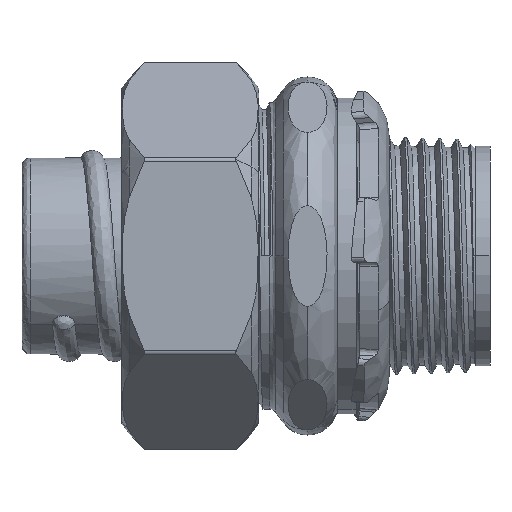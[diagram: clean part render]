
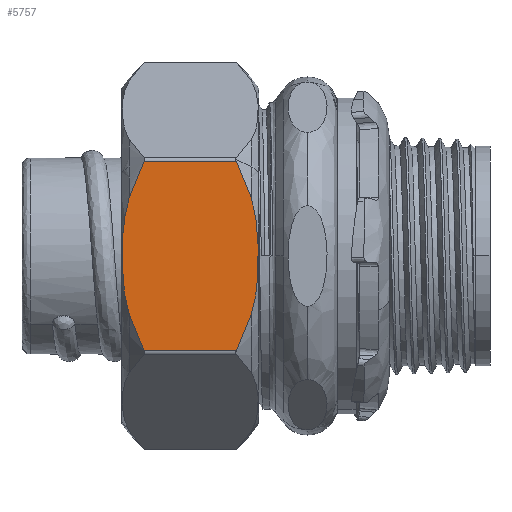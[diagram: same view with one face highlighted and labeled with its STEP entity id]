
A CAD part, front view. The second image highlights one B-rep face of the part: STEP entity #5757.
In plain terms, the highlighted face is planar.
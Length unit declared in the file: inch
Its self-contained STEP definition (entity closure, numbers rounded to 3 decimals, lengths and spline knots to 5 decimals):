
#561 = CARTESIAN_POINT ( 'NONE',  ( 0.64795, -0.27971, 0.00363 ) ) ;
#841 = CARTESIAN_POINT ( 'NONE',  ( 0.50557, -0.52633, 0.5495 ) ) ;
#992 = CARTESIAN_POINT ( 'NONE',  ( 0.72841, -0.14036, 0.53831 ) ) ;
#1856 = CARTESIAN_POINT ( 'NONE',  ( 0.43492, -0.6487, 0.06873 ) ) ;
#1892 = ORIENTED_EDGE ( 'NONE', *, *, #23826, .F. ) ;
#2335 = CARTESIAN_POINT ( 'NONE',  ( 0.80367, -0.01, 0.47638 ) ) ;
#3599 = B_SPLINE_CURVE_WITH_KNOTS ( 'NONE', 3,
 ( #21458, #42398, #841, #25099, #4312, #28566, #7802, #32024, #11230, #35518, #14787, #39010, #18243, #42535, #21758, #992 ),
 .UNSPECIFIED., .F., .F.,
 ( 4, 2, 2, 2, 2, 2, 2, 4 ),
 ( 0., 0.00155, 0.00311, 0.00466, 0.00621, 0.00932, 0.01087, 0.01243 ),
 .UNSPECIFIED. ) ;
#4036 = CARTESIAN_POINT ( 'NONE',  ( 0.61723, -0.33292, 0.00133 ) ) ;
#4312 = CARTESIAN_POINT ( 'NONE',  ( 0.53573, -0.47409, 0.55977 ) ) ;
#4357 = B_SPLINE_CURVE_WITH_KNOTS ( 'NONE', 3,
 ( #14068, #24580, #35136, #14385 ),
 .UNSPECIFIED., .F., .F.,
 ( 4, 4 ),
 ( 0., 0.00413 ),
 .UNSPECIFIED. ) ;
#5199 = VERTEX_POINT ( 'NONE', #20876 ) ;
#5572 = CARTESIAN_POINT ( 'NONE',  ( 0.48576, -0.56064, 0.53831 ) ) ;
#5757 = ADVANCED_FACE ( 'NONE', ( #37333 ), #35961, .F. ) ;
#6712 = ORIENTED_EDGE ( 'NONE', *, *, #29243, .F. ) ;
#7520 = CARTESIAN_POINT ( 'NONE',  ( 0.56615, -0.42139, 0.00297 ) ) ;
#7802 = CARTESIAN_POINT ( 'NONE',  ( 0.56621, -0.42129, 0.56537 ) ) ;
#7837 = B_SPLINE_CURVE_WITH_KNOTS ( 'NONE', 3,
 ( #10234, #13714, #37972, #17219 ),
 .UNSPECIFIED., .F., .F.,
 ( 4, 4 ),
 ( 0., 0.00413 ),
 .UNSPECIFIED. ) ;
#8111 = ORIENTED_EDGE ( 'NONE', *, *, #13063, .F. ) ;
#9635 = CARTESIAN_POINT ( 'NONE',  ( 0.80367, -0.01, 0.569 ) ) ;
#10059 = EDGE_CURVE ( 'NONE', #37305, #19162, #25637, .T. ) ;
#10234 = CARTESIAN_POINT ( 'NONE',  ( 0.80367, -0.01, 0.09262 ) ) ;
#10820 = CARTESIAN_POINT ( 'NONE',  ( 0.71856, -0.15741, 0.02425 ) ) ;
#10954 = CARTESIAN_POINT ( 'NONE',  ( 0.5257, -0.49146, 0.01196 ) ) ;
#11230 = CARTESIAN_POINT ( 'NONE',  ( 0.59694, -0.36808, 0.56767 ) ) ;
#11830 = DIRECTION ( 'NONE',  ( -0.866, 0.5, 0. ) ) ;
#12201 = EDGE_LOOP ( 'NONE', ( #44621, #43816, #8111, #14881, #24819, #30568, #1892, #6712 ) ) ;
#12521 = LINE ( 'NONE', #9635, #39121 ) ;
#13063 = EDGE_CURVE ( 'NONE', #5199, #32921, #43179, .T. ) ;
#13670 = DIRECTION ( 'NONE',  ( 0., 0., 1. ) ) ;
#13714 = CARTESIAN_POINT ( 'NONE',  ( 0.77925, -0.0523, 0.06873 ) ) ;
#14068 = CARTESIAN_POINT ( 'NONE',  ( 0.4105, -0.691, 0.47638 ) ) ;
#14168 = VECTOR ( 'NONE', #13670, 39.37008 ) ;
#14385 = CARTESIAN_POINT ( 'NONE',  ( 0.48576, -0.56064, 0.53831 ) ) ;
#14501 = CARTESIAN_POINT ( 'NONE',  ( 0.49565, -0.54351, 0.02422 ) ) ;
#14597 = AXIS2_PLACEMENT_3D ( 'NONE', #32635, #11830, #36113 ) ;
#14787 = CARTESIAN_POINT ( 'NONE',  ( 0.64801, -0.27961, 0.56603 ) ) ;
#14881 = ORIENTED_EDGE ( 'NONE', *, *, #15135, .F. ) ;
#14930 = VERTEX_POINT ( 'NONE', #5572 ) ;
#15111 = VERTEX_POINT ( 'NONE', #44380 ) ;
#15135 = EDGE_CURVE ( 'NONE', #15111, #5199, #7837, .T. ) ;
#16114 = CARTESIAN_POINT ( 'NONE',  ( 0.75426, -0.09558, 0.52139 ) ) ;
#17182 = CARTESIAN_POINT ( 'NONE',  ( 0.4105, -0.691, 0.47638 ) ) ;
#17219 = CARTESIAN_POINT ( 'NONE',  ( 0.72841, -0.14036, 0.03069 ) ) ;
#17468 = CARTESIAN_POINT ( 'NONE',  ( 0.80367, -0.01, 0.47638 ) ) ;
#17831 = CARTESIAN_POINT ( 'NONE',  ( 0.68854, -0.20942, 0.01198 ) ) ;
#18243 = CARTESIAN_POINT ( 'NONE',  ( 0.68847, -0.20954, 0.55704 ) ) ;
#18389 = B_SPLINE_CURVE_WITH_KNOTS ( 'NONE', 3,
 ( #19141, #39896, #1856, #26124 ),
 .UNSPECIFIED., .F., .F.,
 ( 4, 4 ),
 ( 0., 0.00413 ),
 .UNSPECIFIED. ) ;
#19141 = CARTESIAN_POINT ( 'NONE',  ( 0.48576, -0.56064, 0.03069 ) ) ;
#19162 = VERTEX_POINT ( 'NONE', #17468 ) ;
#20876 = CARTESIAN_POINT ( 'NONE',  ( 0.72841, -0.14036, 0.03069 ) ) ;
#21327 = CARTESIAN_POINT ( 'NONE',  ( 0.65815, -0.26206, 0.00505 ) ) ;
#21383 = CARTESIAN_POINT ( 'NONE',  ( 0.48576, -0.56064, 0.03069 ) ) ;
#21458 = CARTESIAN_POINT ( 'NONE',  ( 0.48576, -0.56064, 0.53831 ) ) ;
#21758 = CARTESIAN_POINT ( 'NONE',  ( 0.71852, -0.15749, 0.54478 ) ) ;
#23105 = CARTESIAN_POINT ( 'NONE',  ( 0.77925, -0.0523, 0.50027 ) ) ;
#23826 = EDGE_CURVE ( 'NONE', #14930, #37305, #3599, .T. ) ;
#24580 = CARTESIAN_POINT ( 'NONE',  ( 0.43492, -0.6487, 0.50027 ) ) ;
#24819 = ORIENTED_EDGE ( 'NONE', *, *, #31285, .F. ) ;
#24823 = CARTESIAN_POINT ( 'NONE',  ( 0.6275, -0.31513, 0.00177 ) ) ;
#25099 = CARTESIAN_POINT ( 'NONE',  ( 0.52563, -0.49158, 0.55702 ) ) ;
#25637 = B_SPLINE_CURVE_WITH_KNOTS ( 'NONE', 3,
 ( #40357, #16114, #23105, #2335 ),
 .UNSPECIFIED., .F., .F.,
 ( 4, 4 ),
 ( 0., 0.00413 ),
 .UNSPECIFIED. ) ;
#26124 = CARTESIAN_POINT ( 'NONE',  ( 0.4105, -0.691, 0.09262 ) ) ;
#27191 = CARTESIAN_POINT ( 'NONE',  ( 0.72841, -0.14036, 0.53831 ) ) ;
#28296 = CARTESIAN_POINT ( 'NONE',  ( 0.58653, -0.38609, 0.00134 ) ) ;
#28566 = CARTESIAN_POINT ( 'NONE',  ( 0.55602, -0.43894, 0.56395 ) ) ;
#29243 = EDGE_CURVE ( 'NONE', #35824, #14930, #4357, .T. ) ;
#30238 = EDGE_CURVE ( 'NONE', #44866, #35824, #33690, .T. ) ;
#30265 = DIRECTION ( 'NONE',  ( 0., 0., -1. ) ) ;
#30568 = ORIENTED_EDGE ( 'NONE', *, *, #10059, .F. ) ;
#30957 = CARTESIAN_POINT ( 'NONE',  ( 0.4105, -0.691, 0.569 ) ) ;
#31285 = EDGE_CURVE ( 'NONE', #19162, #15111, #12521, .T. ) ;
#31749 = CARTESIAN_POINT ( 'NONE',  ( 0.53579, -0.47399, 0.00922 ) ) ;
#32024 = CARTESIAN_POINT ( 'NONE',  ( 0.58666, -0.38587, 0.56723 ) ) ;
#32635 = CARTESIAN_POINT ( 'NONE',  ( 0.40472, -0.701, 0.569 ) ) ;
#32921 = VERTEX_POINT ( 'NONE', #21383 ) ;
#33690 = LINE ( 'NONE', #30957, #14168 ) ;
#33861 = CARTESIAN_POINT ( 'NONE',  ( 0.4105, -0.691, 0.09262 ) ) ;
#35092 = CARTESIAN_POINT ( 'NONE',  ( 0.72841, -0.14036, 0.03069 ) ) ;
#35136 = CARTESIAN_POINT ( 'NONE',  ( 0.4599, -0.60542, 0.52139 ) ) ;
#35239 = CARTESIAN_POINT ( 'NONE',  ( 0.50563, -0.52622, 0.01947 ) ) ;
#35518 = CARTESIAN_POINT ( 'NONE',  ( 0.62763, -0.31491, 0.56766 ) ) ;
#35824 = VERTEX_POINT ( 'NONE', #17182 ) ;
#35961 = PLANE ( 'NONE',  #14597 ) ;
#36113 = DIRECTION ( 'NONE',  ( -0.5, -0.866, 0. ) ) ;
#37305 = VERTEX_POINT ( 'NONE', #27191 ) ;
#37333 = FACE_OUTER_BOUND ( 'NONE', #12201, .T. ) ;
#37744 = EDGE_CURVE ( 'NONE', #32921, #44866, #18389, .T. ) ;
#37972 = CARTESIAN_POINT ( 'NONE',  ( 0.75426, -0.09558, 0.04761 ) ) ;
#38573 = CARTESIAN_POINT ( 'NONE',  ( 0.7086, -0.17467, 0.0195 ) ) ;
#38732 = CARTESIAN_POINT ( 'NONE',  ( 0.48576, -0.56064, 0.03069 ) ) ;
#39010 = CARTESIAN_POINT ( 'NONE',  ( 0.67838, -0.22701, 0.55978 ) ) ;
#39121 = VECTOR ( 'NONE', #30265, 39.37008 ) ;
#39896 = CARTESIAN_POINT ( 'NONE',  ( 0.4599, -0.60542, 0.04761 ) ) ;
#40357 = CARTESIAN_POINT ( 'NONE',  ( 0.72841, -0.14036, 0.53831 ) ) ;
#42111 = CARTESIAN_POINT ( 'NONE',  ( 0.67844, -0.22691, 0.00923 ) ) ;
#42398 = CARTESIAN_POINT ( 'NONE',  ( 0.49561, -0.54359, 0.54475 ) ) ;
#42535 = CARTESIAN_POINT ( 'NONE',  ( 0.70854, -0.17478, 0.54953 ) ) ;
#43179 = B_SPLINE_CURVE_WITH_KNOTS ( 'NONE', 3,
 ( #35092, #10820, #38573, #17831, #42111, #21327, #561, #24823, #4036, #28296, #7520, #31749, #10954, #35239, #14501, #38732 ),
 .UNSPECIFIED., .F., .F.,
 ( 4, 2, 2, 2, 2, 2, 2, 4 ),
 ( 0., 0.00155, 0.00311, 0.00466, 0.00621, 0.00932, 0.01087, 0.01243 ),
 .UNSPECIFIED. ) ;
#43816 = ORIENTED_EDGE ( 'NONE', *, *, #37744, .F. ) ;
#44380 = CARTESIAN_POINT ( 'NONE',  ( 0.80367, -0.01, 0.09262 ) ) ;
#44621 = ORIENTED_EDGE ( 'NONE', *, *, #30238, .F. ) ;
#44866 = VERTEX_POINT ( 'NONE', #33861 ) ;
